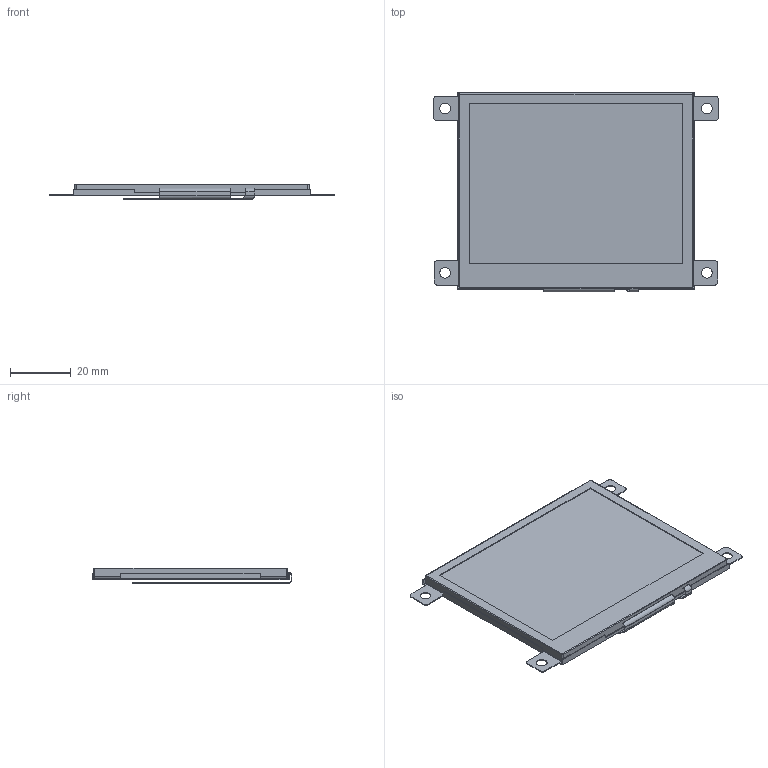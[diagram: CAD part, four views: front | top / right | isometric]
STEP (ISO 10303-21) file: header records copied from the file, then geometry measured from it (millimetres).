
FILE_DESCRIPTION(/* description */ (''),/* implementation_level */ '2;1');
FILE_NAME(/* name */ 'RVT35HHTFWN00_Rev.1.0.stp',/* time_stamp */ '2021-06-08T13:12:56+02:00',/* author */ ('Mateusz Natywa'),/* organization */ (''),/* preprocessor_version */ 'ST-DEVELOPER v17',/* originating_system */ 'Autodesk Inventor 2019',/* authorisation */ '');
FILE_SCHEMA (('CONFIG_CONTROL_DESIGN'));
Length unit declared in the file: millimetre
Products named in the file (7): RVT35HHTFWN00_Rev.1.0; FRAME; FRAME_1; DST; TFT; DISP; FPC
Assembly tree (6 placements, depth 3):
  RVT35HHTFWN00_Rev.1.0
    FRAME
      FRAME_1
      DST
    TFT
      DISP
      FPC
Bounding box: 93.5 x 65.58 x 5.07 mm (x, y, z)
Volume: 17801 mm3; surface area: 33910.1 mm2
Topology: 4 solids, 4 shells, 452 faces, 1301 edges, 858 vertices
Faces by surface type: plane 339, cylinder 99, bspline 10, torus 4
Full cylindrical faces by diameter (mm): 3.5 x4
Entity records: 15158 total; most frequent: CARTESIAN_POINT 2824, ORIENTED_EDGE 2602, DIRECTION 2399, EDGE_CURVE 1301, LINE 1085, VECTOR 1085, VERTEX_POINT 858, AXIS2_PLACEMENT_3D 657
